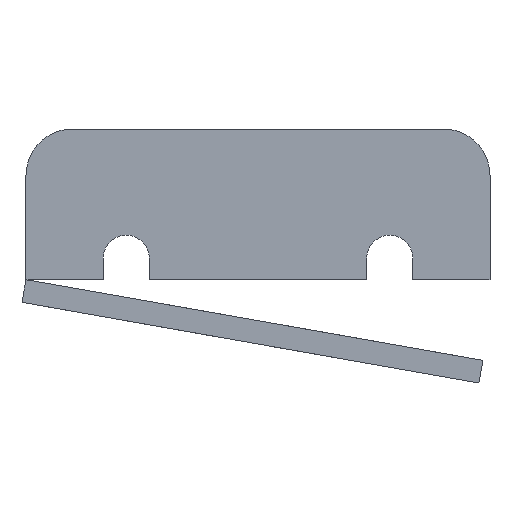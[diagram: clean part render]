
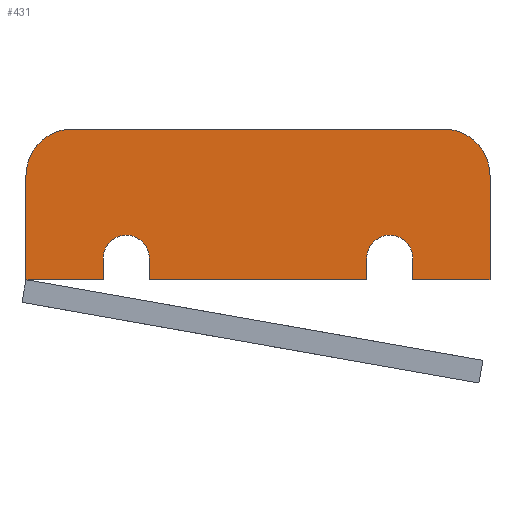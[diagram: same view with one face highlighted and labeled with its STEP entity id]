
A CAD part, front view. The second image highlights one B-rep face of the part: STEP entity #431.
In plain terms, the highlighted planar face has unit normal (0, -1, 0).
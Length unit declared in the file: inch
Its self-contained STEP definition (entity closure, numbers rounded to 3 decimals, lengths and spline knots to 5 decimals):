
#160=CARTESIAN_POINT('',(-0.293,-0.234,0.));
#161=VERTEX_POINT('',#160);
#162=CARTESIAN_POINT('',(-0.293,-0.234,0.058));
#163=VERTEX_POINT('',#162);
#164=CARTESIAN_POINT('',(-0.293,-0.234,0.));
#165=DIRECTION('',(0.0,0.0,1.0));
#166=VECTOR('',#165,0.058);
#167=LINE('',#164,#166);
#168=EDGE_CURVE('',#161,#163,#167,.T.);
#200=CARTESIAN_POINT('',(-0.417,-0.234,0.058));
#201=VERTEX_POINT('',#200);
#202=CARTESIAN_POINT('',(-0.355,-0.234,0.058));
#203=DIRECTION('',(0.,-1.0,0.));
#204=DIRECTION('',(-0.707,0.,0.707));
#205=AXIS2_PLACEMENT_3D('',#202,#203,#204);
#206=CIRCLE('',#205,0.062);
#207=EDGE_CURVE('',#163,#201,#206,.T.);
#233=CARTESIAN_POINT('',(-0.417,-0.234,0.));
#234=VERTEX_POINT('',#233);
#235=CARTESIAN_POINT('',(-0.417,-0.234,0.058));
#236=DIRECTION('',(0.0,0.0,-1.0));
#237=VECTOR('',#236,0.058);
#238=LINE('',#235,#237);
#239=EDGE_CURVE('',#201,#234,#238,.T.);
#264=CARTESIAN_POINT('',(-0.625,-0.234,0.));
#265=VERTEX_POINT('',#264);
#266=CARTESIAN_POINT('',(-0.417,-0.234,0.));
#267=DIRECTION('',(-1.0,0.0,0.0));
#268=VECTOR('',#267,0.208);
#269=LINE('',#266,#268);
#270=EDGE_CURVE('',#234,#265,#269,.T.);
#295=CARTESIAN_POINT('',(-0.625,-0.234,0.281));
#296=VERTEX_POINT('',#295);
#297=CARTESIAN_POINT('',(-0.625,-0.234,0.));
#298=DIRECTION('',(0.0,0.0,1.0));
#299=VECTOR('',#298,0.281);
#300=LINE('',#297,#299);
#301=EDGE_CURVE('',#265,#296,#300,.T.);
#326=CARTESIAN_POINT('',(-0.5,-0.234,0.406));
#327=VERTEX_POINT('',#326);
#328=CARTESIAN_POINT('',(-0.5,-0.234,0.281));
#329=DIRECTION('',(0.,1.0,0.));
#330=DIRECTION('',(-0.707,0.,0.707));
#331=AXIS2_PLACEMENT_3D('',#328,#329,#330);
#332=CIRCLE('',#331,0.125);
#333=EDGE_CURVE('',#296,#327,#332,.T.);
#354=CARTESIAN_POINT('',(0.33257,-0.234,0.14631));
#355=DIRECTION('',(0.0,1.0,0.0));
#356=DIRECTION('',(0.0,0.0,1.0));
#357=AXIS2_PLACEMENT_3D('',#354,#355,#356);
#358=PLANE('',#357);
#359=CARTESIAN_POINT('',(0.293,-0.234,0.));
#360=VERTEX_POINT('',#359);
#361=CARTESIAN_POINT('',(-0.293,-0.234,0.));
#362=DIRECTION('',(1.0,0.0,0.0));
#363=VECTOR('',#362,0.586);
#364=LINE('',#361,#363);
#365=EDGE_CURVE('',#161,#360,#364,.T.);
#366=ORIENTED_EDGE('',*,*,#365,.T.);
#367=CARTESIAN_POINT('',(0.293,-0.234,0.058));
#368=VERTEX_POINT('',#367);
#369=CARTESIAN_POINT('',(0.293,-0.234,0.));
#370=DIRECTION('',(0.0,0.0,1.0));
#371=VECTOR('',#370,0.058);
#372=LINE('',#369,#371);
#373=EDGE_CURVE('',#360,#368,#372,.T.);
#374=ORIENTED_EDGE('',*,*,#373,.T.);
#375=CARTESIAN_POINT('',(0.417,-0.234,0.058));
#376=VERTEX_POINT('',#375);
#377=CARTESIAN_POINT('',(0.355,-0.234,0.058));
#378=DIRECTION('',(0.,1.0,0.));
#379=DIRECTION('',(-0.707,0.,0.707));
#380=AXIS2_PLACEMENT_3D('',#377,#378,#379);
#381=CIRCLE('',#380,0.062);
#382=EDGE_CURVE('',#368,#376,#381,.T.);
#383=ORIENTED_EDGE('',*,*,#382,.T.);
#384=CARTESIAN_POINT('',(0.417,-0.234,0.));
#385=VERTEX_POINT('',#384);
#386=CARTESIAN_POINT('',(0.417,-0.234,0.058));
#387=DIRECTION('',(0.0,0.0,-1.0));
#388=VECTOR('',#387,0.058);
#389=LINE('',#386,#388);
#390=EDGE_CURVE('',#376,#385,#389,.T.);
#391=ORIENTED_EDGE('',*,*,#390,.T.);
#392=CARTESIAN_POINT('',(0.625,-0.234,0.0));
#393=VERTEX_POINT('',#392);
#394=CARTESIAN_POINT('',(0.417,-0.234,0.));
#395=DIRECTION('',(1.0,0.0,0.0));
#396=VECTOR('',#395,0.208);
#397=LINE('',#394,#396);
#398=EDGE_CURVE('',#385,#393,#397,.T.);
#399=ORIENTED_EDGE('',*,*,#398,.T.);
#400=CARTESIAN_POINT('',(0.625,-0.234,0.281));
#401=VERTEX_POINT('',#400);
#402=CARTESIAN_POINT('',(0.625,-0.234,0.0));
#403=DIRECTION('',(0.0,0.0,1.0));
#404=VECTOR('',#403,0.281);
#405=LINE('',#402,#404);
#406=EDGE_CURVE('',#393,#401,#405,.T.);
#407=ORIENTED_EDGE('',*,*,#406,.T.);
#408=CARTESIAN_POINT('',(0.5,-0.234,0.406));
#409=VERTEX_POINT('',#408);
#410=CARTESIAN_POINT('',(0.5,-0.234,0.281));
#411=DIRECTION('',(0.,-1.0,0.));
#412=DIRECTION('',(0.707,0.,0.707));
#413=AXIS2_PLACEMENT_3D('',#410,#411,#412);
#414=CIRCLE('',#413,0.125);
#415=EDGE_CURVE('',#401,#409,#414,.T.);
#416=ORIENTED_EDGE('',*,*,#415,.T.);
#417=CARTESIAN_POINT('',(0.5,-0.234,0.406));
#418=DIRECTION('',(-1.0,0.0,0.0));
#419=VECTOR('',#418,1.0);
#420=LINE('',#417,#419);
#421=EDGE_CURVE('',#409,#327,#420,.T.);
#422=ORIENTED_EDGE('',*,*,#421,.T.);
#423=ORIENTED_EDGE('',*,*,#333,.F.);
#424=ORIENTED_EDGE('',*,*,#301,.F.);
#425=ORIENTED_EDGE('',*,*,#270,.F.);
#426=ORIENTED_EDGE('',*,*,#239,.F.);
#427=ORIENTED_EDGE('',*,*,#207,.F.);
#428=ORIENTED_EDGE('',*,*,#168,.F.);
#429=EDGE_LOOP('',(#366,#374,#383,#391,#399,#407,#416,#422,#423,#424,#425,#426,#427,#428));
#430=FACE_OUTER_BOUND('',#429,.T.);
#431=ADVANCED_FACE('',(#430),#358,.F.);
